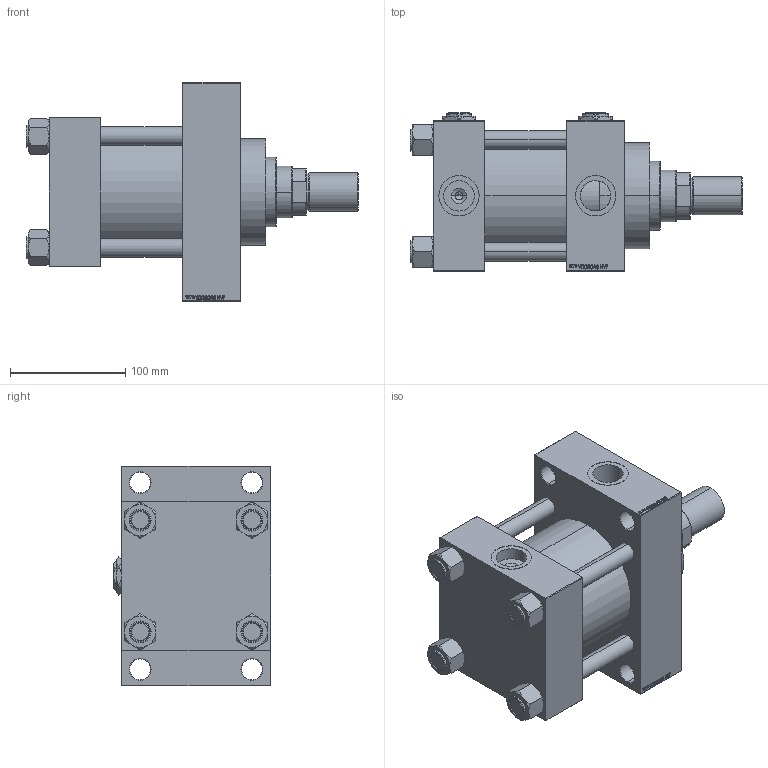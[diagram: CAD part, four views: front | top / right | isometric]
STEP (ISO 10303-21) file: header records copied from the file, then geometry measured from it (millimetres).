
FILE_DESCRIPTION (( 'STEP AP203' ), '1' );
FILE_NAME ('77fc.STEP', '2025-01-04T17:32:46', ( '' ), ( '' ), 'SwSTEP 2.0', 'SolidWorks 2019', '' );
FILE_SCHEMA (( 'CONFIG_CONTROL_DESIGN' ));
Length unit declared in the file: millimetre
Products named in the file (8): Zatka_pro_OIL_PORT d11f02c81f248ccba3f10341b97af075; V215CD_VCP_D d11f02c81f248ccba3f10341b97af075; V215CD_D_Body d11f02c81f248ccba3f10341b97af075; 77fc; V215CD_NUT_M5_D d11f02c81f248ccba3f10341b97af075; ROD_END_AH d11f02c81f248ccba3f10341b97af075; V215CD_VC_A d11f02c81f248ccba3f10341b97af075; V215CD_D_TYCINKA d11f02c81f248ccba3f10341b97af075
Assembly tree (14 placements, depth 2):
  77fc
    V215CD_D_Body d11f02c81f248ccba3f10341b97af075
    V215CD_VC_A d11f02c81f248ccba3f10341b97af075
    V215CD_VCP_D d11f02c81f248ccba3f10341b97af075
    V215CD_D_TYCINKA d11f02c81f248ccba3f10341b97af075  x4
    V215CD_NUT_M5_D d11f02c81f248ccba3f10341b97af075  x4
    ROD_END_AH d11f02c81f248ccba3f10341b97af075
    Zatka_pro_OIL_PORT d11f02c81f248ccba3f10341b97af075  x2
Bounding box: 288 x 137 x 190 mm (x, y, z)
Volume: 2614386.8 mm3; surface area: 368258.9 mm2
Topology: 14 solids, 14 shells, 1266 faces, 3164 edges, 2044 vertices
Faces by surface type: plane 597, bspline 368, cone 188, cylinder 103, torus 10
Entity records: 50266 total; most frequent: CARTESIAN_POINT 25934, ORIENTED_EDGE 5400, DIRECTION 3602, EDGE_CURVE 2700, VERTEX_POINT 1764, LINE 1578, VECTOR 1578, EDGE_LOOP 1208
